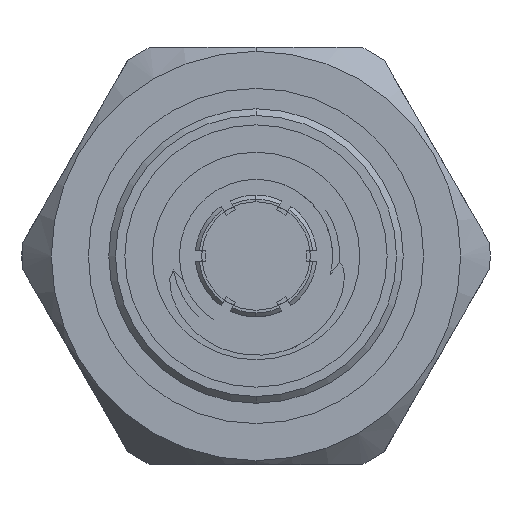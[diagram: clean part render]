
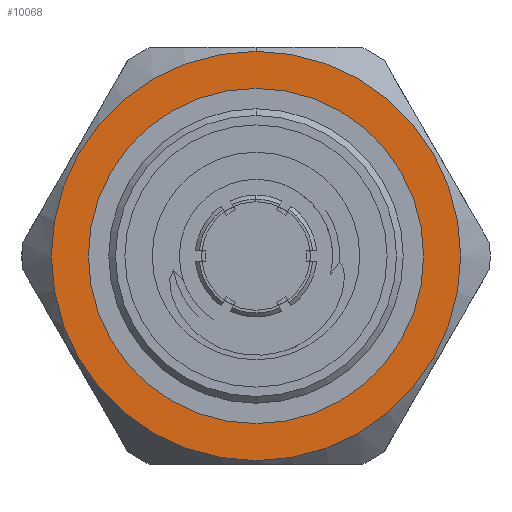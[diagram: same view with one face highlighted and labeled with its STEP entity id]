
A CAD part, left-side view. The second image highlights one B-rep face of the part: STEP entity #10068.
In plain terms, the highlighted face is planar.
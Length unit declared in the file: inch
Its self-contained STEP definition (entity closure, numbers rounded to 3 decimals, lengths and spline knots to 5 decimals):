
#938 = CARTESIAN_POINT ( 'NONE',  ( 0.34608, 0., 0. ) ) ;
#952 = CIRCLE ( 'NONE', #6523, 0.15293 ) ;
#1380 = EDGE_LOOP ( 'NONE', ( #6784, #7160 ) ) ;
#1805 = VERTEX_POINT ( 'NONE', #7564 ) ;
#2304 = ORIENTED_EDGE ( 'NONE', *, *, #5882, .T. ) ;
#2558 = CARTESIAN_POINT ( 'NONE',  ( 0.34608, 0., 0. ) ) ;
#2564 = AXIS2_PLACEMENT_3D ( 'NONE', #6516, #4766, #6298 ) ;
#2666 = DIRECTION ( 'NONE',  ( 1., 0., 0. ) ) ;
#2914 = VERTEX_POINT ( 'NONE', #3615 ) ;
#3076 = VERTEX_POINT ( 'NONE', #8641 ) ;
#3615 = CARTESIAN_POINT ( 'NONE',  ( 0.34608, 0., -0.12524 ) ) ;
#3797 = CIRCLE ( 'NONE', #4641, 0.15293 ) ;
#3934 = VERTEX_POINT ( 'NONE', #6546 ) ;
#4260 = DIRECTION ( 'NONE',  ( 0., 0., -1. ) ) ;
#4308 = DIRECTION ( 'NONE',  ( 1., 0., 0. ) ) ;
#4384 = DIRECTION ( 'NONE',  ( -1., 0., 0. ) ) ;
#4395 = ORIENTED_EDGE ( 'NONE', *, *, #7162, .T. ) ;
#4552 = DIRECTION ( 'NONE',  ( 0., 0., 1. ) ) ;
#4604 = CARTESIAN_POINT ( 'NONE',  ( 0.34608, 0., 0. ) ) ;
#4641 = AXIS2_PLACEMENT_3D ( 'NONE', #938, #4308, #4260 ) ;
#4692 = AXIS2_PLACEMENT_3D ( 'NONE', #8620, #4384, #9259 ) ;
#4766 = DIRECTION ( 'NONE',  ( -1., 0., 0. ) ) ;
#5736 = DIRECTION ( 'NONE',  ( 0., 0., -1. ) ) ;
#5882 = EDGE_CURVE ( 'NONE', #2914, #3934, #7131, .T. ) ;
#5974 = FACE_BOUND ( 'NONE', #6626, .T. ) ;
#6161 = CIRCLE ( 'NONE', #6853, 0.12524 ) ;
#6298 = DIRECTION ( 'NONE',  ( 0., 0., 1. ) ) ;
#6516 = CARTESIAN_POINT ( 'NONE',  ( 0.34608, 0., 0. ) ) ;
#6523 = AXIS2_PLACEMENT_3D ( 'NONE', #2558, #2666, #5736 ) ;
#6546 = CARTESIAN_POINT ( 'NONE',  ( 0.34608, 0., 0.12524 ) ) ;
#6626 = EDGE_LOOP ( 'NONE', ( #4395, #2304 ) ) ;
#6784 = ORIENTED_EDGE ( 'NONE', *, *, #7765, .T. ) ;
#6853 = AXIS2_PLACEMENT_3D ( 'NONE', #4604, #7053, #4552 ) ;
#7053 = DIRECTION ( 'NONE',  ( -1., 0., 0. ) ) ;
#7131 = CIRCLE ( 'NONE', #2564, 0.12524 ) ;
#7160 = ORIENTED_EDGE ( 'NONE', *, *, #7439, .T. ) ;
#7162 = EDGE_CURVE ( 'NONE', #3934, #2914, #6161, .T. ) ;
#7439 = EDGE_CURVE ( 'NONE', #1805, #3076, #3797, .T. ) ;
#7564 = CARTESIAN_POINT ( 'NONE',  ( 0.34608, 0., 0.15293 ) ) ;
#7765 = EDGE_CURVE ( 'NONE', #3076, #1805, #952, .T. ) ;
#7786 = FACE_OUTER_BOUND ( 'NONE', #1380, .T. ) ;
#8513 = PLANE ( 'NONE',  #4692 ) ;
#8620 = CARTESIAN_POINT ( 'NONE',  ( 0.34608, 0.1749, 0. ) ) ;
#8641 = CARTESIAN_POINT ( 'NONE',  ( 0.34608, 0., -0.15293 ) ) ;
#9259 = DIRECTION ( 'NONE',  ( 0., 0., 1. ) ) ;
#10068 = ADVANCED_FACE ( 'NONE', ( #5974, #7786 ), #8513, .F. ) ;
